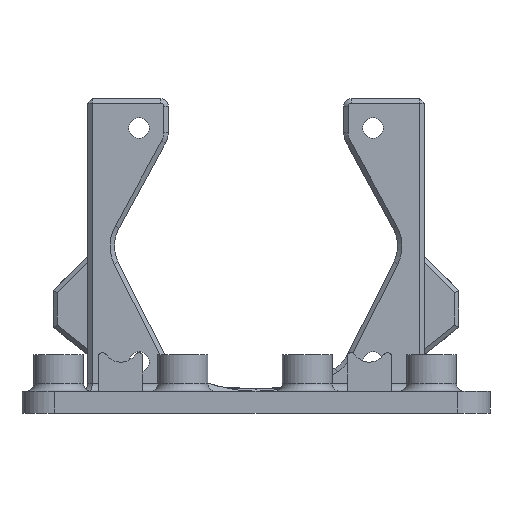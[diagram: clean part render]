
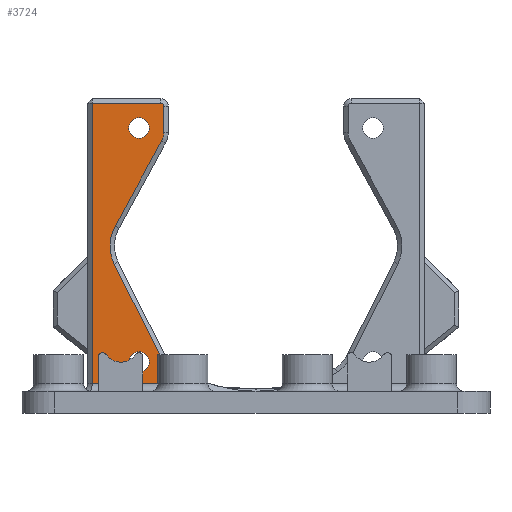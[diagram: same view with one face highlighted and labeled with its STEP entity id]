
A CAD part, front view. The second image highlights one B-rep face of the part: STEP entity #3724.
In plain terms, the highlighted planar face has unit normal (0, -1, 0).
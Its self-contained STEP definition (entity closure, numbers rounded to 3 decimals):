
#146=FACE_BOUND('',#761,.T.);
#147=FACE_BOUND('',#762,.T.);
#200=PLANE('',#4034);
#359=CIRCLE('',#4035,20.6);
#360=CIRCLE('',#4036,5.6);
#361=CIRCLE('',#4037,5.6);
#362=CIRCLE('',#4038,2.4);
#363=CIRCLE('',#4039,0.4);
#364=CIRCLE('',#4040,1.4);
#365=CIRCLE('',#4041,1.4);
#513=FACE_OUTER_BOUND('',#760,.T.);
#760=EDGE_LOOP('',(#2977,#2978,#2979,#2980,#2981,#2982,#2983,#2984,#2985,
#2986,#2987));
#761=EDGE_LOOP('',(#2988));
#762=EDGE_LOOP('',(#2989));
#1042=LINE('',#6878,#1404);
#1060=LINE('',#6915,#1422);
#1062=LINE('',#6923,#1424);
#1063=LINE('',#6927,#1425);
#1064=LINE('',#6931,#1426);
#1065=LINE('',#6934,#1427);
#1404=VECTOR('',#4678,10.);
#1422=VECTOR('',#4706,10.);
#1424=VECTOR('',#4714,10.);
#1425=VECTOR('',#4717,10.);
#1426=VECTOR('',#4720,10.);
#1427=VECTOR('',#4723,10.);
#1828=VERTEX_POINT('',#6855);
#1829=VERTEX_POINT('',#6859);
#1843=VERTEX_POINT('',#6914);
#1844=VERTEX_POINT('',#6918);
#1845=VERTEX_POINT('',#6920);
#1846=VERTEX_POINT('',#6922);
#1847=VERTEX_POINT('',#6924);
#1848=VERTEX_POINT('',#6926);
#1849=VERTEX_POINT('',#6928);
#1850=VERTEX_POINT('',#6930);
#1851=VERTEX_POINT('',#6932);
#1852=VERTEX_POINT('',#6935);
#1853=VERTEX_POINT('',#6937);
#2234=EDGE_CURVE('',#1829,#1828,#1042,.T.);
#2252=EDGE_CURVE('',#1828,#1843,#1060,.T.);
#2254=EDGE_CURVE('',#1844,#1829,#359,.T.);
#2255=EDGE_CURVE('',#1845,#1844,#360,.T.);
#2256=EDGE_CURVE('',#1846,#1845,#1062,.T.);
#2257=EDGE_CURVE('',#1847,#1846,#361,.T.);
#2258=EDGE_CURVE('',#1848,#1847,#1063,.T.);
#2259=EDGE_CURVE('',#1849,#1848,#362,.T.);
#2260=EDGE_CURVE('',#1850,#1849,#1064,.T.);
#2261=EDGE_CURVE('',#1851,#1850,#363,.T.);
#2262=EDGE_CURVE('',#1843,#1851,#1065,.T.);
#2263=EDGE_CURVE('',#1852,#1852,#364,.T.);
#2264=EDGE_CURVE('',#1853,#1853,#365,.T.);
#2977=ORIENTED_EDGE('',*,*,#2234,.F.);
#2978=ORIENTED_EDGE('',*,*,#2254,.F.);
#2979=ORIENTED_EDGE('',*,*,#2255,.F.);
#2980=ORIENTED_EDGE('',*,*,#2256,.F.);
#2981=ORIENTED_EDGE('',*,*,#2257,.F.);
#2982=ORIENTED_EDGE('',*,*,#2258,.F.);
#2983=ORIENTED_EDGE('',*,*,#2259,.F.);
#2984=ORIENTED_EDGE('',*,*,#2260,.F.);
#2985=ORIENTED_EDGE('',*,*,#2261,.F.);
#2986=ORIENTED_EDGE('',*,*,#2262,.F.);
#2987=ORIENTED_EDGE('',*,*,#2252,.F.);
#2988=ORIENTED_EDGE('',*,*,#2263,.F.);
#2989=ORIENTED_EDGE('',*,*,#2264,.F.);
#3724=ADVANCED_FACE('',(#513,#146,#147),#200,.F.);
#4034=AXIS2_PLACEMENT_3D('',#6917,#4708,#4709);
#4035=AXIS2_PLACEMENT_3D('',#6919,#4710,#4711);
#4036=AXIS2_PLACEMENT_3D('',#6921,#4712,#4713);
#4037=AXIS2_PLACEMENT_3D('',#6925,#4715,#4716);
#4038=AXIS2_PLACEMENT_3D('',#6929,#4718,#4719);
#4039=AXIS2_PLACEMENT_3D('',#6933,#4721,#4722);
#4040=AXIS2_PLACEMENT_3D('',#6936,#4724,#4725);
#4041=AXIS2_PLACEMENT_3D('',#6938,#4726,#4727);
#4678=DIRECTION('',(-1.,0.,0.));
#4706=DIRECTION('',(0.,0.,1.));
#4708=DIRECTION('center_axis',(0.,1.,0.));
#4709=DIRECTION('ref_axis',(1.,0.,0.));
#4710=DIRECTION('center_axis',(0.,-1.,0.));
#4711=DIRECTION('ref_axis',(0.6,0.,-0.8));
#4712=DIRECTION('center_axis',(0.,-1.,0.));
#4713=DIRECTION('ref_axis',(-0.744,0.,-0.668));
#4714=DIRECTION('',(0.447,0.,-0.894));
#4715=DIRECTION('center_axis',(0.,-1.,0.));
#4716=DIRECTION('ref_axis',(-1.,0.,0.018));
#4717=DIRECTION('',(-0.48,0.,-0.877));
#4718=DIRECTION('center_axis',(0.,1.,0.));
#4719=DIRECTION('ref_axis',(0.969,0.,-0.248));
#4720=DIRECTION('',(0.,0.,-1.));
#4721=DIRECTION('center_axis',(0.,1.,0.));
#4722=DIRECTION('ref_axis',(0.707,0.,0.707));
#4723=DIRECTION('',(1.,0.,0.));
#4724=DIRECTION('center_axis',(0.,-1.,0.));
#4725=DIRECTION('ref_axis',(1.,0.,0.));
#4726=DIRECTION('center_axis',(0.,-1.,0.));
#4727=DIRECTION('ref_axis',(1.,0.,0.));
#6855=CARTESIAN_POINT('',(-59.9,114.75,12.));
#6859=CARTESIAN_POINT('',(-45.46,114.75,12.));
#6878=CARTESIAN_POINT('',(-43.25,114.75,12.));
#6914=CARTESIAN_POINT('',(-59.9,114.75,50.4));
#6915=CARTESIAN_POINT('',(-59.9,114.75,21.));
#6917=CARTESIAN_POINT('Origin',(-49.,114.75,31.));
#6918=CARTESIAN_POINT('',(-48.619,114.75,13.658));
#6919=CARTESIAN_POINT('Origin',(-37.5,114.75,31.));
#6920=CARTESIAN_POINT('',(-50.605,114.75,15.868));
#6921=CARTESIAN_POINT('Origin',(-45.596,114.75,18.373));
#6922=CARTESIAN_POINT('',(-56.867,114.75,28.392));
#6923=CARTESIAN_POINT('',(-57.187,114.75,29.032));
#6924=CARTESIAN_POINT('',(-56.771,114.75,33.583));
#6925=CARTESIAN_POINT('Origin',(-51.858,114.75,30.896));
#6926=CARTESIAN_POINT('',(-50.394,114.75,45.242));
#6927=CARTESIAN_POINT('',(-53.048,114.75,40.391));
#6928=CARTESIAN_POINT('',(-50.1,114.75,46.394));
#6929=CARTESIAN_POINT('Origin',(-52.5,114.75,46.394));
#6930=CARTESIAN_POINT('',(-50.1,114.75,50.));
#6931=CARTESIAN_POINT('',(-50.1,114.75,41.));
#6932=CARTESIAN_POINT('',(-50.5,114.75,50.4));
#6933=CARTESIAN_POINT('Origin',(-50.5,114.75,50.));
#6934=CARTESIAN_POINT('',(-54.75,114.75,50.4));
#6935=CARTESIAN_POINT('',(-54.9,114.75,47.));
#6936=CARTESIAN_POINT('Origin',(-53.5,114.75,47.));
#6937=CARTESIAN_POINT('',(-54.9,114.75,15.));
#6938=CARTESIAN_POINT('Origin',(-53.5,114.75,15.));
